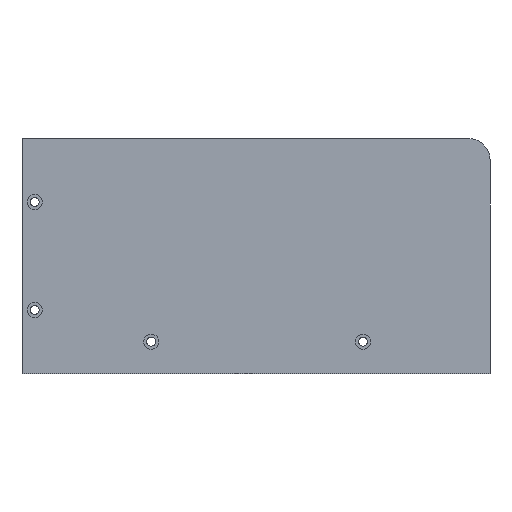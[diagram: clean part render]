
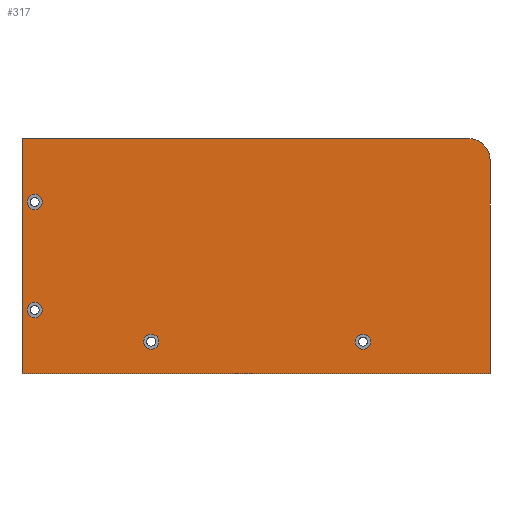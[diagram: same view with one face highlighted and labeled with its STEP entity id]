
A CAD part, front view. The second image highlights one B-rep face of the part: STEP entity #317.
In plain terms, the highlighted planar face has unit normal (0, -1, 0).
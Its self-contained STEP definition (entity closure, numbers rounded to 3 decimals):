
#23=FACE_BOUND('',#83,.T.);
#24=FACE_BOUND('',#84,.T.);
#25=FACE_BOUND('',#85,.T.);
#26=FACE_BOUND('',#86,.T.);
#36=PLANE('',#377);
#55=FACE_OUTER_BOUND('',#82,.T.);
#82=EDGE_LOOP('',(#281,#282,#283,#284,#285));
#83=EDGE_LOOP('',(#286));
#84=EDGE_LOOP('',(#287));
#85=EDGE_LOOP('',(#288));
#86=EDGE_LOOP('',(#289));
#101=LINE('',#547,#122);
#104=LINE('',#552,#125);
#105=LINE('',#555,#126);
#107=LINE('',#558,#128);
#122=VECTOR('',#460,10.);
#125=VECTOR('',#465,10.);
#126=VECTOR('',#468,10.);
#128=VECTOR('',#472,10.);
#129=CIRCLE('',#342,3.6);
#132=CIRCLE('',#347,3.6);
#137=CIRCLE('',#356,3.6);
#140=CIRCLE('',#361,3.6);
#146=CIRCLE('',#371,10.1);
#147=VERTEX_POINT('',#477);
#150=VERTEX_POINT('',#486);
#155=VERTEX_POINT('',#503);
#158=VERTEX_POINT('',#512);
#165=VERTEX_POINT('',#532);
#166=VERTEX_POINT('',#534);
#170=VERTEX_POINT('',#546);
#171=VERTEX_POINT('',#550);
#172=VERTEX_POINT('',#554);
#173=EDGE_CURVE('',#147,#147,#129,.T.);
#177=EDGE_CURVE('',#150,#150,#132,.T.);
#185=EDGE_CURVE('',#155,#155,#137,.T.);
#189=EDGE_CURVE('',#158,#158,#140,.T.);
#199=EDGE_CURVE('',#165,#166,#146,.T.);
#205=EDGE_CURVE('',#166,#170,#101,.T.);
#208=EDGE_CURVE('',#171,#165,#104,.T.);
#209=EDGE_CURVE('',#172,#171,#105,.T.);
#211=EDGE_CURVE('',#170,#172,#107,.T.);
#281=ORIENTED_EDGE('',*,*,#199,.F.);
#282=ORIENTED_EDGE('',*,*,#208,.F.);
#283=ORIENTED_EDGE('',*,*,#209,.F.);
#284=ORIENTED_EDGE('',*,*,#211,.F.);
#285=ORIENTED_EDGE('',*,*,#205,.F.);
#286=ORIENTED_EDGE('',*,*,#173,.T.);
#287=ORIENTED_EDGE('',*,*,#177,.T.);
#288=ORIENTED_EDGE('',*,*,#185,.T.);
#289=ORIENTED_EDGE('',*,*,#189,.T.);
#317=ADVANCED_FACE('',(#55,#23,#24,#25,#26),#36,.F.);
#342=AXIS2_PLACEMENT_3D('',#478,#382,#383);
#347=AXIS2_PLACEMENT_3D('',#487,#393,#394);
#356=AXIS2_PLACEMENT_3D('',#504,#414,#415);
#361=AXIS2_PLACEMENT_3D('',#513,#425,#426);
#371=AXIS2_PLACEMENT_3D('',#535,#449,#450);
#377=AXIS2_PLACEMENT_3D('',#559,#473,#474);
#382=DIRECTION('center_axis',(0.,1.,0.));
#383=DIRECTION('ref_axis',(1.,0.,0.));
#393=DIRECTION('center_axis',(0.,1.,0.));
#394=DIRECTION('ref_axis',(1.,0.,0.));
#414=DIRECTION('center_axis',(0.,1.,0.));
#415=DIRECTION('ref_axis',(1.,0.,0.));
#425=DIRECTION('center_axis',(0.,1.,0.));
#426=DIRECTION('ref_axis',(1.,0.,0.));
#449=DIRECTION('center_axis',(0.,1.,0.));
#450=DIRECTION('ref_axis',(0.707,0.,0.707));
#460=DIRECTION('',(0.,0.,-1.));
#465=DIRECTION('',(1.,0.,0.));
#468=DIRECTION('',(0.,0.,1.));
#472=DIRECTION('',(-1.,0.,0.));
#473=DIRECTION('center_axis',(0.,1.,0.));
#474=DIRECTION('ref_axis',(0.,0.,1.));
#477=CARTESIAN_POINT('',(46.9,0.,-40.5));
#478=CARTESIAN_POINT('Origin',(50.5,0.,-40.5));
#486=CARTESIAN_POINT('',(-53.1,0.,-40.5));
#487=CARTESIAN_POINT('Origin',(-49.5,0.,-40.5));
#503=CARTESIAN_POINT('',(-108.1,0.,-25.5));
#504=CARTESIAN_POINT('Origin',(-104.5,0.,-25.5));
#512=CARTESIAN_POINT('',(-108.1,0.,25.5));
#513=CARTESIAN_POINT('Origin',(-104.5,0.,25.5));
#532=CARTESIAN_POINT('',(100.4,0.,55.5));
#534=CARTESIAN_POINT('',(110.5,0.,45.4));
#535=CARTESIAN_POINT('Origin',(100.4,0.,45.4));
#546=CARTESIAN_POINT('',(110.5,0.,-55.5));
#547=CARTESIAN_POINT('',(110.5,0.,55.5));
#550=CARTESIAN_POINT('',(-110.5,0.,55.5));
#552=CARTESIAN_POINT('',(-110.5,0.,55.5));
#554=CARTESIAN_POINT('',(-110.5,0.,-55.5));
#555=CARTESIAN_POINT('',(-110.5,0.,-55.5));
#558=CARTESIAN_POINT('',(110.5,0.,-55.5));
#559=CARTESIAN_POINT('Origin',(0.,0.,0.));
